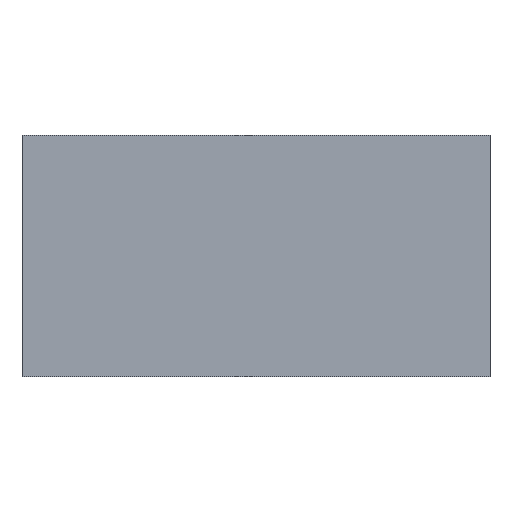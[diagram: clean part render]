
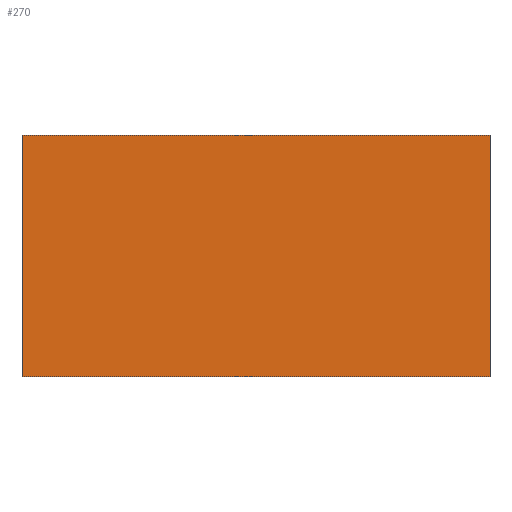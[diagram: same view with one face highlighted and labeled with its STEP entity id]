
A CAD part, left-side view. The second image highlights one B-rep face of the part: STEP entity #270.
In plain terms, the highlighted planar face has unit normal (-1, 0, 0).
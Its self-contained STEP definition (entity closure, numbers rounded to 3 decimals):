
#18 = EDGE_CURVE ( 'NONE', #483, #516, #589, .T. ) ;
#20 = DIRECTION ( 'NONE',  ( 1., 0., 0. ) ) ;
#26 = LINE ( 'NONE', #279, #28 ) ;
#28 = VECTOR ( 'NONE', #722, 1000. ) ;
#82 = EDGE_CURVE ( 'NONE', #692, #483, #260, .T. ) ;
#100 = CARTESIAN_POINT ( 'NONE',  ( 0., 33., 17. ) ) ;
#108 = CARTESIAN_POINT ( 'NONE',  ( 0., 0., 0. ) ) ;
#153 = LINE ( 'NONE', #108, #229 ) ;
#162 = FACE_OUTER_BOUND ( 'NONE', #418, .T. ) ;
#218 = PLANE ( 'NONE',  #601 ) ;
#229 = VECTOR ( 'NONE', #524, 1000. ) ;
#257 = VECTOR ( 'NONE', #488, 1000. ) ;
#260 = LINE ( 'NONE', #594, #257 ) ;
#270 = ADVANCED_FACE ( 'NONE', ( #162 ), #218, .F. ) ;
#279 = CARTESIAN_POINT ( 'NONE',  ( 0., 33., 17. ) ) ;
#289 = VECTOR ( 'NONE', #408, 1000. ) ;
#296 = EDGE_CURVE ( 'NONE', #389, #516, #153, .T. ) ;
#376 = EDGE_CURVE ( 'NONE', #692, #389, #26, .T. ) ;
#389 = VERTEX_POINT ( 'NONE', #416 ) ;
#408 = DIRECTION ( 'NONE',  ( 0., 0., -1. ) ) ;
#416 = CARTESIAN_POINT ( 'NONE',  ( 0., 33., 0. ) ) ;
#418 = EDGE_LOOP ( 'NONE', ( #599, #725, #719, #551 ) ) ;
#483 = VERTEX_POINT ( 'NONE', #582 ) ;
#488 = DIRECTION ( 'NONE',  ( 0., -1., 0. ) ) ;
#516 = VERTEX_POINT ( 'NONE', #610 ) ;
#524 = DIRECTION ( 'NONE',  ( 0., -1., 0. ) ) ;
#551 = ORIENTED_EDGE ( 'NONE', *, *, #376, .T. ) ;
#552 = CARTESIAN_POINT ( 'NONE',  ( 0., 0., 17. ) ) ;
#582 = CARTESIAN_POINT ( 'NONE',  ( 0., 0., 17. ) ) ;
#589 = LINE ( 'NONE', #552, #289 ) ;
#594 = CARTESIAN_POINT ( 'NONE',  ( 0., 0., 17. ) ) ;
#599 = ORIENTED_EDGE ( 'NONE', *, *, #296, .T. ) ;
#601 = AXIS2_PLACEMENT_3D ( 'NONE', #736, #20, #674 ) ;
#610 = CARTESIAN_POINT ( 'NONE',  ( 0., 0., 0. ) ) ;
#674 = DIRECTION ( 'NONE',  ( 0., 0., -1. ) ) ;
#692 = VERTEX_POINT ( 'NONE', #100 ) ;
#719 = ORIENTED_EDGE ( 'NONE', *, *, #82, .F. ) ;
#722 = DIRECTION ( 'NONE',  ( 0., 0., -1. ) ) ;
#725 = ORIENTED_EDGE ( 'NONE', *, *, #18, .F. ) ;
#736 = CARTESIAN_POINT ( 'NONE',  ( 0., 0., 17. ) ) ;
